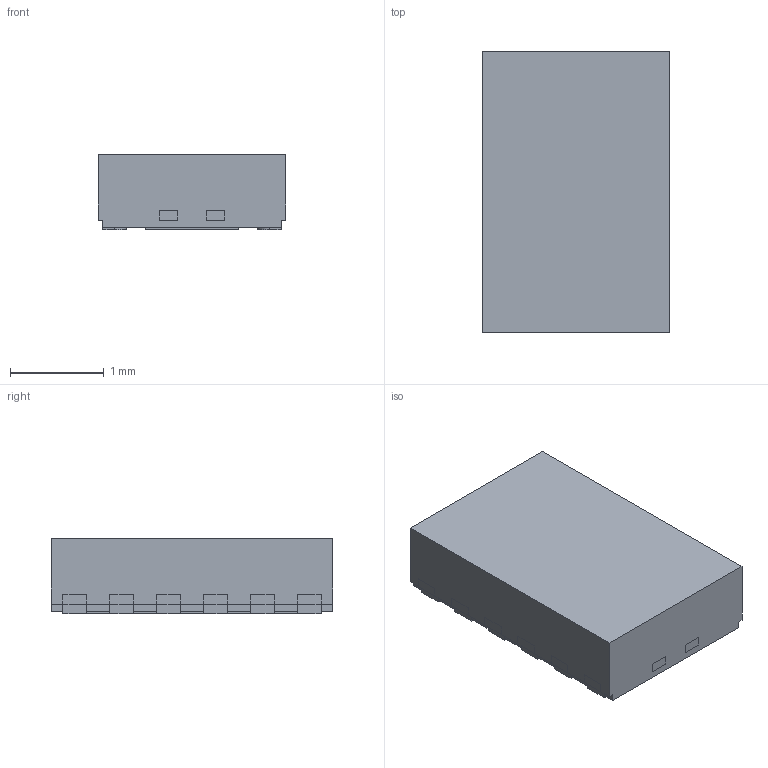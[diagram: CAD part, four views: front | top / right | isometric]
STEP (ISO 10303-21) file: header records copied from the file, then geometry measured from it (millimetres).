
FILE_DESCRIPTION((''),'2;1');
FILE_NAME('DSS0012C_ASM','2018-02-26T08:20:52',('a0412086'),(''),'CREO PARAMETRIC BY PTC INC, 2017260','CREO PARAMETRIC BY PTC INC, 2017260','');
FILE_SCHEMA(('AUTOMOTIVE_DESIGN { 1 0 10303 214 1 1 1 1 }'));
Length unit declared in the file: millimetre
Products named in the file (4): BODY-SON_AF0; FRAME-DSS0012C_AF0; PIN1-ID; DSS0012C_ASM
Assembly tree (3 placements, depth 2):
  DSS0012C_ASM
    BODY-SON_AF0
    FRAME-DSS0012C_AF0
    PIN1-ID
Bounding box: 2 x 3 x 0.8 mm (x, y, z)
Volume: 4.7 mm3; surface area: 34.7 mm2
Topology: 14 solids, 14 shells, 229 faces, 606 edges, 404 vertices
Faces by surface type: plane 205, cylinder 24
Entity records: 9417 total; most frequent: CARTESIAN_POINT 1289, ORIENTED_EDGE 1212, DIRECTION 1178, PRESENTATION_STYLE_ASSIGNMENT 636, STYLED_ITEM 620, CURVE_STYLE 606, EDGE_CURVE 606, VECTOR 558
